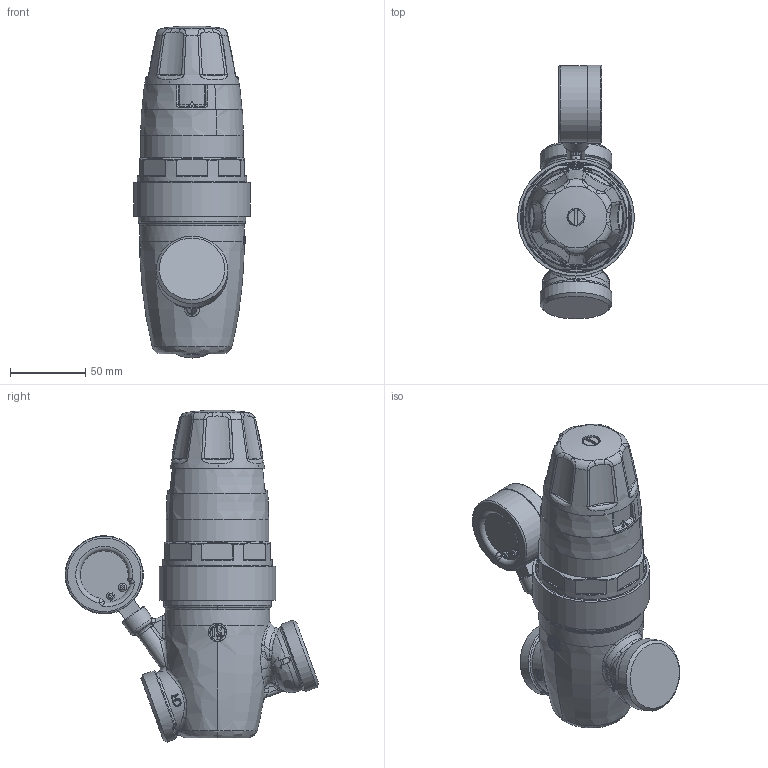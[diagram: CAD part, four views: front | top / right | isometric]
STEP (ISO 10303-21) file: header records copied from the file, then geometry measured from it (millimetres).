
FILE_DESCRIPTION(/* description */ (''),/* implementation_level */ '2;1');
FILE_NAME(/* name */ 'NA535871HA_Simplify_1.stp',/* time_stamp */ '2025-08-19T11:18:46-05:00',/* author */ ('ischreiner'),/* organization */ (''),/* preprocessor_version */ 'ST-DEVELOPER v20',/* originating_system */ 'Autodesk Inventor 2025',/* authorisation */ '');
FILE_SCHEMA (('AUTOMOTIVE_DESIGN { 1 0 10303 214 3 1 1 }'));
Length unit declared in the file: inch
Products named in the file (1): NA535871HA_Simplify_1
Bounding box: 77.72 x 168.67 x 220.8 mm (x, y, z)
Volume: 851138.1 mm3; surface area: 81133.5 mm2
Topology: 2 solids, 2 shells, 1060 faces, 2665 edges, 1594 vertices
Faces by surface type: bspline 436, cylinder 258, plane 208, torus 72, sphere 61, cone 25
Full cylindrical faces by diameter (mm): 1.089 x2, 2.723 x1, 3.81 x1, 5.3 x2, 7.95 x1, 10.16 x1, 11 x1, 12 x1, 18 x1, 44 x2, 47.6 x2, 51 x1, 52 x1, 68 x1, 69.5 x1, 71.5 x1, 73 x1, 74 x1, 74.041 x1, 77.724 x1
Entity records: 64770 total; most frequent: CARTESIAN_POINT 41146, ORIENTED_EDGE 5240, DIRECTION 3846, EDGE_CURVE 2620, AXIS2_PLACEMENT_3D 1620, VERTEX_POINT 1594, EDGE_LOOP 1104, STYLED_ITEM 1062
